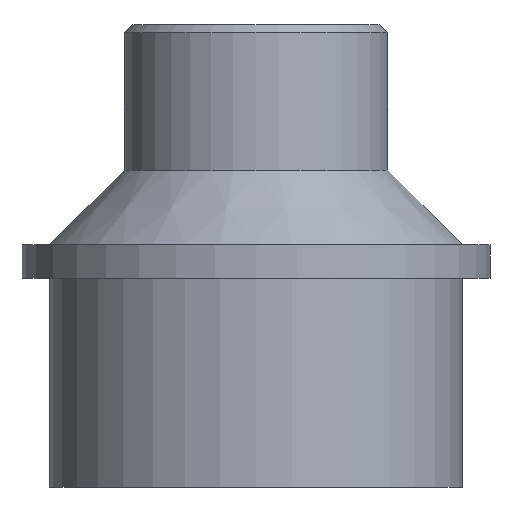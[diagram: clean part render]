
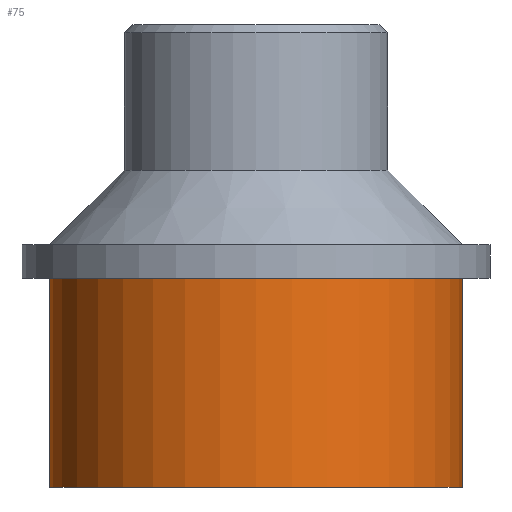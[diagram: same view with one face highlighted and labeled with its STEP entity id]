
A CAD part, front view. The second image highlights one B-rep face of the part: STEP entity #75.
In plain terms, the highlighted cylindrical face has radius 37.5 mm (diameter 75 mm), a partial arc.
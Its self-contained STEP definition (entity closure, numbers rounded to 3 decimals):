
#75=ADVANCED_FACE('',(#150),#151,.T.);
#150=FACE_OUTER_BOUND('',#222,.T.);
#151=CYLINDRICAL_SURFACE('',#223,37.5);
#222=EDGE_LOOP('',(#361,#362,#363,#364));
#223=AXIS2_PLACEMENT_3D('',#365,#366,#367);
#361=ORIENTED_EDGE('',*,*,#411,.T.);
#362=ORIENTED_EDGE('',*,*,#449,.F.);
#363=ORIENTED_EDGE('',*,*,#413,.T.);
#364=ORIENTED_EDGE('',*,*,#454,.F.);
#365=CARTESIAN_POINT('',(0.0,0.0,19.0));
#366=DIRECTION('',(0.0,0.0,1.0));
#367=DIRECTION('',(1.0,0.0,0.0));
#411=EDGE_CURVE('',#478,#479,#480,.T.);
#413=EDGE_CURVE('',#483,#481,#484,.T.);
#449=EDGE_CURVE('',#483,#479,#534,.T.);
#454=EDGE_CURVE('',#478,#481,#539,.T.);
#478=VERTEX_POINT('',#567);
#479=VERTEX_POINT('',#568);
#480=LINE('',#569,#570);
#481=VERTEX_POINT('',#571);
#483=VERTEX_POINT('',#573);
#484=LINE('',#574,#575);
#534=CIRCLE('',#635,37.5);
#539=CIRCLE('',#640,37.5);
#567=CARTESIAN_POINT('',(37.5,0.0,0.0));
#568=CARTESIAN_POINT('',(37.5,0.0,38.0));
#569=CARTESIAN_POINT('',(37.5,0.,19.0));
#570=VECTOR('',#661,1.0);
#571=CARTESIAN_POINT('',(-37.5,0.,0.0));
#573=CARTESIAN_POINT('',(-37.5,0.,38.0));
#574=CARTESIAN_POINT('',(-37.5,0.,19.0));
#575=VECTOR('',#665,1.0);
#635=AXIS2_PLACEMENT_3D('',#721,#722,#723);
#640=AXIS2_PLACEMENT_3D('',#727,#728,#729);
#661=DIRECTION('',(0.0,0.0,1.0));
#665=DIRECTION('',(-0.0,-0.0,-1.0));
#721=CARTESIAN_POINT('',(0.0,0.0,38.0));
#722=DIRECTION('',(0.0,0.0,1.0));
#723=DIRECTION('',(1.0,0.0,0.0));
#727=CARTESIAN_POINT('',(0.0,0.0,0.0));
#728=DIRECTION('',(0.0,0.0,-1.0));
#729=DIRECTION('',(1.0,0.0,0.0));
